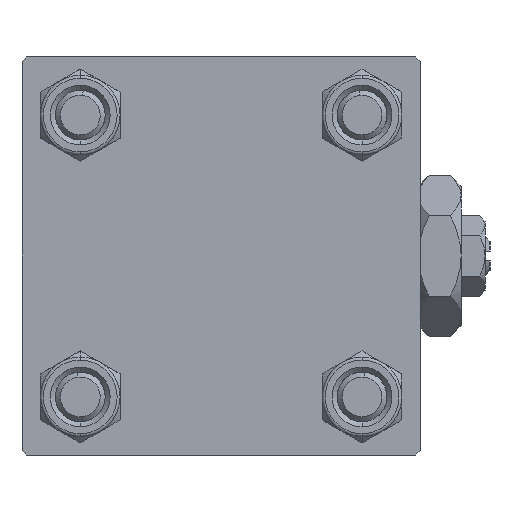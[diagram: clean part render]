
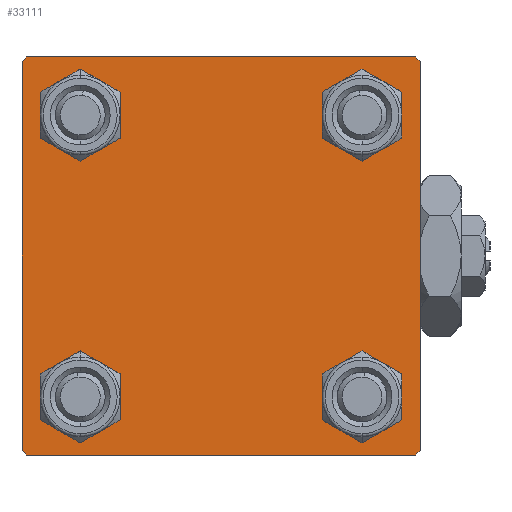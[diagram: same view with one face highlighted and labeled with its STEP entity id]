
A CAD part, left-side view. The second image highlights one B-rep face of the part: STEP entity #33111.
In plain terms, the highlighted planar face has unit normal (-1, 0, 0).
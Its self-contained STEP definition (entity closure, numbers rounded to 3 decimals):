
#21 = ORIENTED_EDGE ( 'NONE', *, *, #10657, .T. ) ;
#409 = DIRECTION ( 'NONE',  ( 1., 0., 0. ) ) ;
#477 = EDGE_CURVE ( 'NONE', #28072, #12378, #42626, .T. ) ;
#525 = CARTESIAN_POINT ( 'NONE',  ( 0., -14.15, -17.15 ) ) ;
#1109 = ORIENTED_EDGE ( 'NONE', *, *, #7566, .T. ) ;
#2070 = CARTESIAN_POINT ( 'NONE',  ( 0., -14.15, -11.15 ) ) ;
#2799 = CARTESIAN_POINT ( 'NONE',  ( 0., 20., 20. ) ) ;
#3053 = DIRECTION ( 'NONE',  ( 1., 0., 0. ) ) ;
#3306 = DIRECTION ( 'NONE',  ( 0., 0., 1. ) ) ;
#3574 = CARTESIAN_POINT ( 'NONE',  ( 0., -19.75, 19.75 ) ) ;
#3580 = CARTESIAN_POINT ( 'NONE',  ( 0., 14.15, 14.15 ) ) ;
#5114 = CIRCLE ( 'NONE', #9344, 3. ) ;
#5662 = FACE_BOUND ( 'NONE', #21154, .T. ) ;
#5670 = CIRCLE ( 'NONE', #25946, 3. ) ;
#5709 = CIRCLE ( 'NONE', #35267, 3. ) ;
#5859 = EDGE_CURVE ( 'NONE', #18122, #47867, #5670, .T. ) ;
#6074 = VERTEX_POINT ( 'NONE', #34373 ) ;
#6456 = EDGE_CURVE ( 'NONE', #15833, #32485, #46196, .T. ) ;
#6672 = CARTESIAN_POINT ( 'NONE',  ( 0., -14.15, -14.15 ) ) ;
#6846 = VERTEX_POINT ( 'NONE', #35044 ) ;
#7010 = LINE ( 'NONE', #15466, #38020 ) ;
#7088 = CARTESIAN_POINT ( 'NONE',  ( 0., 14.15, -17.15 ) ) ;
#7566 = EDGE_CURVE ( 'NONE', #32485, #15833, #5709, .T. ) ;
#7797 = DIRECTION ( 'NONE',  ( 1., 0., 0. ) ) ;
#8880 = AXIS2_PLACEMENT_3D ( 'NONE', #3580, #409, #51697 ) ;
#9253 = VERTEX_POINT ( 'NONE', #38933 ) ;
#9344 = AXIS2_PLACEMENT_3D ( 'NONE', #43490, #3053, #31342 ) ;
#10657 = EDGE_CURVE ( 'NONE', #6846, #16618, #36871, .T. ) ;
#10741 = CARTESIAN_POINT ( 'NONE',  ( 0., -14.15, -14.15 ) ) ;
#12378 = VERTEX_POINT ( 'NONE', #7088 ) ;
#12960 = ORIENTED_EDGE ( 'NONE', *, *, #43672, .T. ) ;
#13455 = CARTESIAN_POINT ( 'NONE',  ( 0., -14.15, 14.15 ) ) ;
#13808 = ORIENTED_EDGE ( 'NONE', *, *, #23968, .F. ) ;
#13837 = DIRECTION ( 'NONE',  ( 0., 0., 1. ) ) ;
#13876 = DIRECTION ( 'NONE',  ( 0., 0., 1. ) ) ;
#14270 = ORIENTED_EDGE ( 'NONE', *, *, #32780, .F. ) ;
#14877 = DIRECTION ( 'NONE',  ( 1., 0., 0. ) ) ;
#15062 = VERTEX_POINT ( 'NONE', #42621 ) ;
#15466 = CARTESIAN_POINT ( 'NONE',  ( 0., 20., 20. ) ) ;
#15616 = CIRCLE ( 'NONE', #8880, 3. ) ;
#15833 = VERTEX_POINT ( 'NONE', #35495 ) ;
#16366 = DIRECTION ( 'NONE',  ( 0., 0., -1. ) ) ;
#16618 = VERTEX_POINT ( 'NONE', #28658 ) ;
#16676 = VERTEX_POINT ( 'NONE', #18587 ) ;
#18122 = VERTEX_POINT ( 'NONE', #2070 ) ;
#18363 = FACE_BOUND ( 'NONE', #29293, .T. ) ;
#18387 = DIRECTION ( 'NONE',  ( 0., -0.707, -0.707 ) ) ;
#18399 = CARTESIAN_POINT ( 'NONE',  ( 0., 14.15, -14.15 ) ) ;
#18587 = CARTESIAN_POINT ( 'NONE',  ( 0., 19.5, 20. ) ) ;
#18654 = CARTESIAN_POINT ( 'NONE',  ( 0., 19.75, -19.75 ) ) ;
#19204 = DIRECTION ( 'NONE',  ( 1., 0., 0. ) ) ;
#20113 = VECTOR ( 'NONE', #23156, 1000. ) ;
#20494 = CARTESIAN_POINT ( 'NONE',  ( 0., 20., -20. ) ) ;
#21154 = EDGE_LOOP ( 'NONE', ( #32524, #39951 ) ) ;
#21297 = FACE_OUTER_BOUND ( 'NONE', #42232, .T. ) ;
#21485 = EDGE_CURVE ( 'NONE', #48995, #15062, #15616, .T. ) ;
#22116 = DIRECTION ( 'NONE',  ( 0., 0.707, -0.707 ) ) ;
#22518 = ORIENTED_EDGE ( 'NONE', *, *, #21485, .T. ) ;
#22914 = DIRECTION ( 'NONE',  ( 0., 0., 1. ) ) ;
#23156 = DIRECTION ( 'NONE',  ( 0., -1., 0. ) ) ;
#23650 = CIRCLE ( 'NONE', #45603, 3. ) ;
#23927 = DIRECTION ( 'NONE',  ( 0., 0., 1. ) ) ;
#23968 = EDGE_CURVE ( 'NONE', #47873, #9253, #28009, .T. ) ;
#23986 = VERTEX_POINT ( 'NONE', #43587 ) ;
#24061 = CARTESIAN_POINT ( 'NONE',  ( 0., -20., 19.5 ) ) ;
#24191 = DIRECTION ( 'NONE',  ( 0., 0.707, 0.707 ) ) ;
#24619 = ORIENTED_EDGE ( 'NONE', *, *, #26409, .T. ) ;
#24946 = ORIENTED_EDGE ( 'NONE', *, *, #49573, .T. ) ;
#25189 = ORIENTED_EDGE ( 'NONE', *, *, #6456, .T. ) ;
#25813 = LINE ( 'NONE', #50391, #45572 ) ;
#25946 = AXIS2_PLACEMENT_3D ( 'NONE', #6672, #14877, #13837 ) ;
#26170 = CARTESIAN_POINT ( 'NONE',  ( 0., -19.75, -19.75 ) ) ;
#26409 = EDGE_CURVE ( 'NONE', #16618, #9253, #38069, .T. ) ;
#26432 = ORIENTED_EDGE ( 'NONE', *, *, #48430, .T. ) ;
#27372 = DIRECTION ( 'NONE',  ( 1., 0., 0. ) ) ;
#27742 = CARTESIAN_POINT ( 'NONE',  ( 0., -20., 20. ) ) ;
#28009 = LINE ( 'NONE', #27742, #48639 ) ;
#28041 = VECTOR ( 'NONE', #24191, 1000. ) ;
#28072 = VERTEX_POINT ( 'NONE', #28297 ) ;
#28297 = CARTESIAN_POINT ( 'NONE',  ( 0., 14.15, -11.15 ) ) ;
#28658 = CARTESIAN_POINT ( 'NONE',  ( 0., -19.5, -20. ) ) ;
#29214 = CARTESIAN_POINT ( 'NONE',  ( 0., 0., 0. ) ) ;
#29293 = EDGE_LOOP ( 'NONE', ( #22518, #45479 ) ) ;
#29456 = DIRECTION ( 'NONE',  ( 0., -1., 0. ) ) ;
#29580 = DIRECTION ( 'NONE',  ( 0., 0., 1. ) ) ;
#30385 = DIRECTION ( 'NONE',  ( 0., -0.707, 0.707 ) ) ;
#31342 = DIRECTION ( 'NONE',  ( 0., 0., 1. ) ) ;
#31647 = CARTESIAN_POINT ( 'NONE',  ( 0., -14.15, 14.15 ) ) ;
#32485 = VERTEX_POINT ( 'NONE', #49949 ) ;
#32524 = ORIENTED_EDGE ( 'NONE', *, *, #5859, .T. ) ;
#32780 = EDGE_CURVE ( 'NONE', #16676, #48803, #43241, .T. ) ;
#33111 = ADVANCED_FACE ( 'NONE', ( #33972, #5662, #50083, #18363, #21297 ), #37936, .T. ) ;
#33972 = FACE_BOUND ( 'NONE', #35902, .T. ) ;
#34070 = DIRECTION ( 'NONE',  ( 1., 0., 0. ) ) ;
#34373 = CARTESIAN_POINT ( 'NONE',  ( 0., 20., -19.5 ) ) ;
#34829 = VECTOR ( 'NONE', #18387, 1000. ) ;
#34850 = DIRECTION ( 'NONE',  ( 0., 0., 1. ) ) ;
#34896 = ORIENTED_EDGE ( 'NONE', *, *, #49737, .T. ) ;
#35044 = CARTESIAN_POINT ( 'NONE',  ( 0., 19.5, -20. ) ) ;
#35267 = AXIS2_PLACEMENT_3D ( 'NONE', #13455, #34070, #29580 ) ;
#35495 = CARTESIAN_POINT ( 'NONE',  ( 0., -14.15, 17.15 ) ) ;
#35902 = EDGE_LOOP ( 'NONE', ( #25189, #1109 ) ) ;
#35958 = EDGE_CURVE ( 'NONE', #47867, #18122, #48937, .T. ) ;
#36871 = LINE ( 'NONE', #20494, #39609 ) ;
#37735 = VECTOR ( 'NONE', #30385, 1000. ) ;
#37936 = PLANE ( 'NONE',  #40384 ) ;
#38020 = VECTOR ( 'NONE', #39520, 1000. ) ;
#38069 = LINE ( 'NONE', #26170, #37735 ) ;
#38933 = CARTESIAN_POINT ( 'NONE',  ( 0., -20., -19.5 ) ) ;
#39520 = DIRECTION ( 'NONE',  ( 0., 0., -1. ) ) ;
#39609 = VECTOR ( 'NONE', #29456, 1000. ) ;
#39795 = LINE ( 'NONE', #3574, #28041 ) ;
#39951 = ORIENTED_EDGE ( 'NONE', *, *, #35958, .T. ) ;
#40384 = AXIS2_PLACEMENT_3D ( 'NONE', #29214, #50347, #13876 ) ;
#40568 = CARTESIAN_POINT ( 'NONE',  ( 0., 14.15, -14.15 ) ) ;
#41992 = CARTESIAN_POINT ( 'NONE',  ( 0., 14.15, 17.15 ) ) ;
#42021 = EDGE_CURVE ( 'NONE', #47873, #48803, #39795, .T. ) ;
#42232 = EDGE_LOOP ( 'NONE', ( #34896, #12960, #21, #24619, #13808, #50046, #14270, #26432 ) ) ;
#42621 = CARTESIAN_POINT ( 'NONE',  ( 0., 14.15, 11.15 ) ) ;
#42626 = CIRCLE ( 'NONE', #47679, 3. ) ;
#43241 = LINE ( 'NONE', #2799, #20113 ) ;
#43490 = CARTESIAN_POINT ( 'NONE',  ( 0., 14.15, 14.15 ) ) ;
#43587 = CARTESIAN_POINT ( 'NONE',  ( 0., 20., 19.5 ) ) ;
#43672 = EDGE_CURVE ( 'NONE', #6074, #6846, #45875, .T. ) ;
#45479 = ORIENTED_EDGE ( 'NONE', *, *, #50763, .T. ) ;
#45572 = VECTOR ( 'NONE', #22116, 1000. ) ;
#45603 = AXIS2_PLACEMENT_3D ( 'NONE', #18399, #27372, #3306 ) ;
#45875 = LINE ( 'NONE', #18654, #34829 ) ;
#46196 = CIRCLE ( 'NONE', #52101, 3. ) ;
#47524 = DIRECTION ( 'NONE',  ( 1., 0., 0. ) ) ;
#47679 = AXIS2_PLACEMENT_3D ( 'NONE', #40568, #7797, #23927 ) ;
#47867 = VERTEX_POINT ( 'NONE', #525 ) ;
#47873 = VERTEX_POINT ( 'NONE', #24061 ) ;
#48430 = EDGE_CURVE ( 'NONE', #16676, #23986, #25813, .T. ) ;
#48639 = VECTOR ( 'NONE', #16366, 1000. ) ;
#48803 = VERTEX_POINT ( 'NONE', #51572 ) ;
#48874 = EDGE_LOOP ( 'NONE', ( #49187, #24946 ) ) ;
#48937 = CIRCLE ( 'NONE', #49762, 3. ) ;
#48995 = VERTEX_POINT ( 'NONE', #41992 ) ;
#49187 = ORIENTED_EDGE ( 'NONE', *, *, #477, .T. ) ;
#49573 = EDGE_CURVE ( 'NONE', #12378, #28072, #23650, .T. ) ;
#49737 = EDGE_CURVE ( 'NONE', #23986, #6074, #7010, .T. ) ;
#49762 = AXIS2_PLACEMENT_3D ( 'NONE', #10741, #19204, #22914 ) ;
#49949 = CARTESIAN_POINT ( 'NONE',  ( 0., -14.15, 11.15 ) ) ;
#50046 = ORIENTED_EDGE ( 'NONE', *, *, #42021, .T. ) ;
#50083 = FACE_BOUND ( 'NONE', #48874, .T. ) ;
#50347 = DIRECTION ( 'NONE',  ( -1., 0., 0. ) ) ;
#50391 = CARTESIAN_POINT ( 'NONE',  ( 0., 19.75, 19.75 ) ) ;
#50763 = EDGE_CURVE ( 'NONE', #15062, #48995, #5114, .T. ) ;
#51572 = CARTESIAN_POINT ( 'NONE',  ( 0., -19.5, 20. ) ) ;
#51697 = DIRECTION ( 'NONE',  ( 0., 0., 1. ) ) ;
#52101 = AXIS2_PLACEMENT_3D ( 'NONE', #31647, #47524, #34850 ) ;
